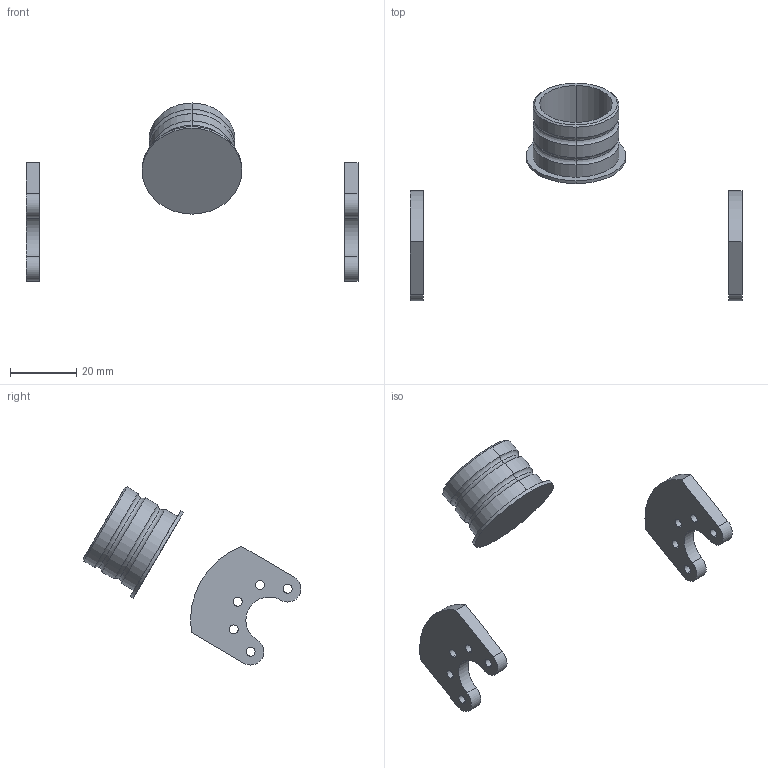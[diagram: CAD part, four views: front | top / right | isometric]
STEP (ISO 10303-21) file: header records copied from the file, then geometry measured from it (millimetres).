
FILE_DESCRIPTION (( 'STEP AP214' ), '1' );
FILE_NAME ('L23_Mount_PreGen.STEP', '2023-11-08T21:45:11', ( '' ), ( '' ), 'SwSTEP 2.0', 'SolidWorks 2022', '' );
FILE_SCHEMA (( 'AUTOMOTIVE_DESIGN' ));
Length unit declared in the file: millimetre
Products named in the file (1): L23_Mount_PreGen
Bounding box: 100 x 65.6 x 53.63 mm (x, y, z)
Volume: 8011.4 mm3; surface area: 7940.7 mm2
Topology: 3 solids, 3 shells, 62 faces, 148 edges, 94 vertices
Faces by surface type: cylinder 40, plane 12, torus 8, cone 2
Entity records: 1926 total; most frequent: DIRECTION 368, CARTESIAN_POINT 305, ORIENTED_EDGE 296, AXIS2_PLACEMENT_3D 157, EDGE_CURVE 148, CIRCLE 94, VERTEX_POINT 94, EDGE_LOOP 84
